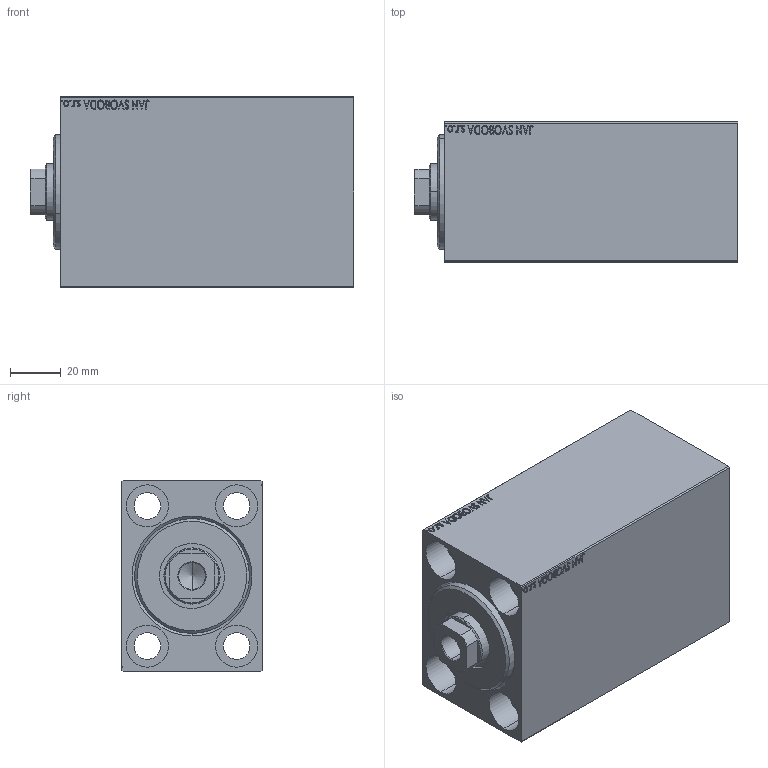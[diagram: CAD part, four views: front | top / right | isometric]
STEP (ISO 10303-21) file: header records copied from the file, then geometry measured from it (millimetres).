
FILE_DESCRIPTION (( 'STEP AP203' ), '1' );
FILE_NAME ('cc79.STEP', '2022-04-17T00:09:28', ( '' ), ( '' ), 'SwSTEP 2.0', 'SolidWorks 2019', '' );
FILE_SCHEMA (( 'CONFIG_CONTROL_DESIGN' ));
Length unit declared in the file: millimetre
Products named in the file (4): V450CM_VC_B 2b4b910508dd5f8540e4077c687dbb36; V450CM_C_Body 2b4b910508dd5f8540e4077c687dbb36; cc79; V450CM_C_VCP 2b4b910508dd5f8540e4077c687dbb36
Assembly tree (3 placements, depth 2):
  cc79
    V450CM_C_Body 2b4b910508dd5f8540e4077c687dbb36
    V450CM_C_VCP 2b4b910508dd5f8540e4077c687dbb36
    V450CM_VC_B 2b4b910508dd5f8540e4077c687dbb36
Bounding box: 127 x 55 x 75 mm (x, y, z)
Volume: 399638 mm3; surface area: 80586.8 mm2
Topology: 3 solids, 3 shells, 858 faces, 2204 edges, 1461 vertices
Faces by surface type: plane 408, bspline 380, cylinder 56, cone 14
Entity records: 43840 total; most frequent: CARTESIAN_POINT 25027, ORIENTED_EDGE 4404, DIRECTION 2538, EDGE_CURVE 2202, VERTEX_POINT 1461, LINE 1298, VECTOR 1298, EDGE_LOOP 983
